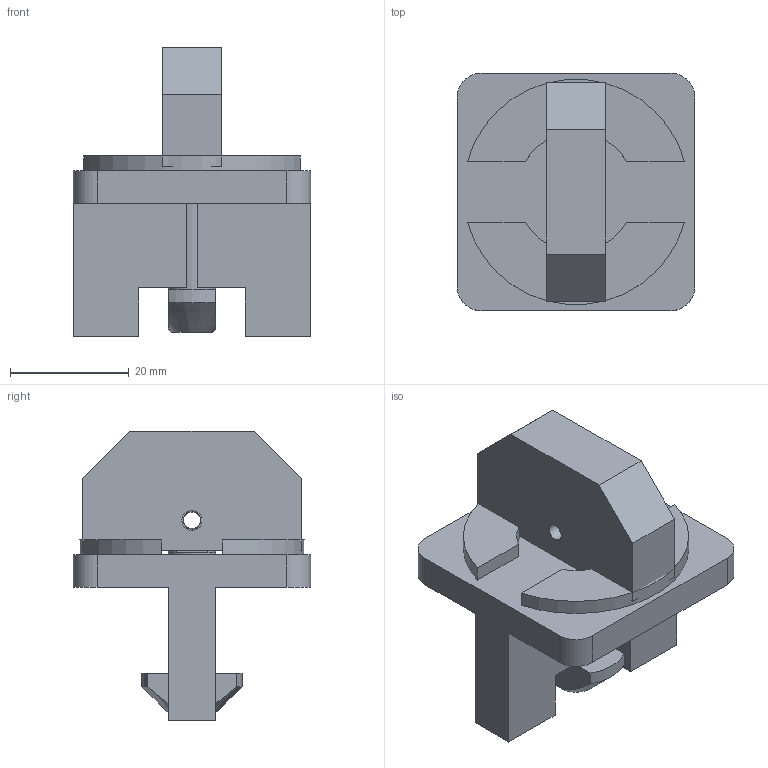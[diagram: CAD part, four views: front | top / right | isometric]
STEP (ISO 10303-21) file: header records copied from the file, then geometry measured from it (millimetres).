
FILE_DESCRIPTION(('STEP AP214'),'1');
FILE_NAME('FIXE00E2351 - Bride simple fixation de panneau KH 8 40x40 ep10mm Ral4010.stp','2025-07-22T07:57:05',(' '),(' '),'Spatial InterOp 3D',' ',' ');
FILE_SCHEMA(('AUTOMOTIVE_DESIGN { 1 0 10303 214 1 1 1 1 }'));
Length unit declared in the file: millimetre
Products named in the file (5): FIXE00E2351 - Bride simple fixation de panneau KH 8 40x40 ep10mm Ral4010; FIXE00E2314 - Bouton de manoeuvre; Goupille élastique mince 3 - 10; FIXE00E3928 - Lardon de serrage long; FIXE00E4260 - Plaque simple de toit
Assembly tree (4 placements, depth 2):
  FIXE00E2351 - Bride simple fixation de panneau KH 8 40x40 ep10mm Ral4010
    FIXE00E2314 - Bouton de manoeuvre
    Goupille élastique mince 3 - 10
    FIXE00E3928 - Lardon de serrage long
    FIXE00E4260 - Plaque simple de toit
Bounding box: 40 x 40 x 48.75 mm (x, y, z)
Volume: 23685 mm3; surface area: 11135 mm2
Topology: 4 solids, 4 shells, 70 faces, 174 edges, 114 vertices
Faces by surface type: plane 48, cylinder 17, cone 5
Full cylindrical faces by diameter (mm): 3 x3, 8 x1, 8.2 x1
Entity records: 3264 total; most frequent: CARTESIAN_POINT 439, DIRECTION 352, ORIENTED_EDGE 328, EDGE_CURVE 164, AXIS2_PLACEMENT_3D 123, VERTEX_POINT 110, LINE 106, VECTOR 106
